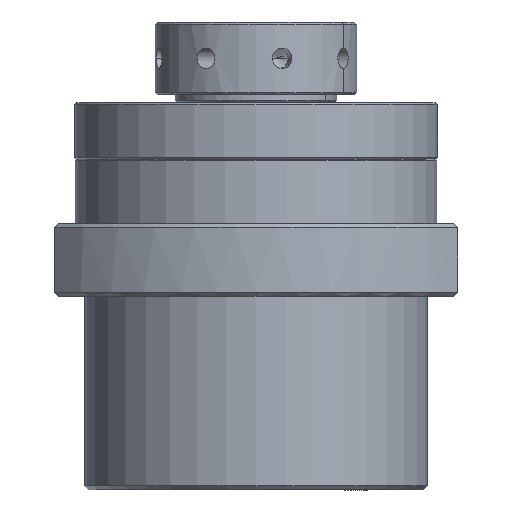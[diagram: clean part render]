
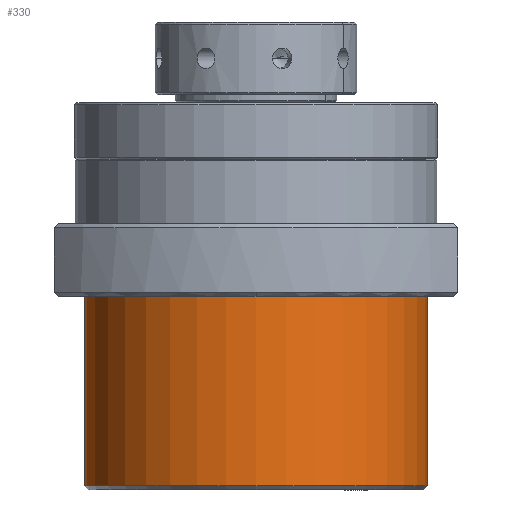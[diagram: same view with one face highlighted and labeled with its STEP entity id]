
A CAD part, front view. The second image highlights one B-rep face of the part: STEP entity #330.
In plain terms, the highlighted cylindrical face has radius 42.5 mm (diameter 85 mm), a partial arc.
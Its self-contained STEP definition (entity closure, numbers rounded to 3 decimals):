
#217 = EDGE_CURVE ( 'NONE', #17250, #17221, #4524, .T. ) ;
#226 = EDGE_CURVE ( 'NONE', #17222, #17253, #4533, .T. ) ;
#330 = ADVANCED_FACE ( 'NONE', ( #4723 ), #4719, .T. ) ;
#847 = EDGE_CURVE ( 'NONE', #17250, #17222, #7136, .T. ) ;
#849 = EDGE_CURVE ( 'NONE', #17253, #17221, #7140, .T. ) ;
#1131 = EDGE_LOOP ( 'NONE', ( #1975, #1976, #1977, #1978 ) ) ;
#1975 = ORIENTED_EDGE ( 'NONE', *, *, #217, .F. ) ;
#1976 = ORIENTED_EDGE ( 'NONE', *, *, #847, .T. ) ;
#1977 = ORIENTED_EDGE ( 'NONE', *, *, #226, .T. ) ;
#1978 = ORIENTED_EDGE ( 'NONE', *, *, #849, .T. ) ;
#3026 = AXIS2_PLACEMENT_3D ( 'NONE', #18140, #18132, #18136 ) ;
#4524 = LINE ( 'NONE', #17814, #4525 ) ;
#4525 = VECTOR ( 'NONE', #17815, 1000. ) ;
#4530 = VECTOR ( 'NONE', #17844, 1000. ) ;
#4533 = LINE ( 'NONE', #17836, #4530 ) ;
#4719 = CYLINDRICAL_SURFACE ( 'NONE', #3026, 42.5 ) ;
#4723 = FACE_OUTER_BOUND ( 'NONE', #1131, .T. ) ;
#6522 = AXIS2_PLACEMENT_3D ( 'NONE', #7778, #7780, #7781 ) ;
#6535 = AXIS2_PLACEMENT_3D ( 'NONE', #7779, #7786, #7787 ) ;
#7136 = CIRCLE ( 'NONE', #6522, 42.5 ) ;
#7140 = CIRCLE ( 'NONE', #6535, 42.5 ) ;
#7778 = CARTESIAN_POINT ( 'NONE',  ( 0., 0., -81. ) ) ;
#7779 = CARTESIAN_POINT ( 'NONE',  ( 0., 0., -34. ) ) ;
#7780 = DIRECTION ( 'NONE',  ( 0., 0., 1. ) ) ;
#7781 = DIRECTION ( 'NONE',  ( 1., 0., 0. ) ) ;
#7786 = DIRECTION ( 'NONE',  ( 0., 0., -1. ) ) ;
#7787 = DIRECTION ( 'NONE',  ( 1., 0., 0. ) ) ;
#16415 = CARTESIAN_POINT ( 'NONE',  ( -42.5, 0., -34. ) ) ;
#16416 = CARTESIAN_POINT ( 'NONE',  ( 42.5, 0., -81. ) ) ;
#16444 = CARTESIAN_POINT ( 'NONE',  ( -42.5, 0., -81. ) ) ;
#16447 = CARTESIAN_POINT ( 'NONE',  ( 42.5, 0., -34. ) ) ;
#17221 = VERTEX_POINT ( 'NONE', #16415 ) ;
#17222 = VERTEX_POINT ( 'NONE', #16416 ) ;
#17250 = VERTEX_POINT ( 'NONE', #16444 ) ;
#17253 = VERTEX_POINT ( 'NONE', #16447 ) ;
#17814 = CARTESIAN_POINT ( 'NONE',  ( -42.5, 0., 61.638 ) ) ;
#17815 = DIRECTION ( 'NONE',  ( 0., 0., 1. ) ) ;
#17836 = CARTESIAN_POINT ( 'NONE',  ( 42.5, 0., 61.638 ) ) ;
#17844 = DIRECTION ( 'NONE',  ( 0., 0., 1. ) ) ;
#18132 = DIRECTION ( 'NONE',  ( 0., 0., 1. ) ) ;
#18136 = DIRECTION ( 'NONE',  ( 1., 0., 0. ) ) ;
#18140 = CARTESIAN_POINT ( 'NONE',  ( 0., 0., 61.638 ) ) ;
